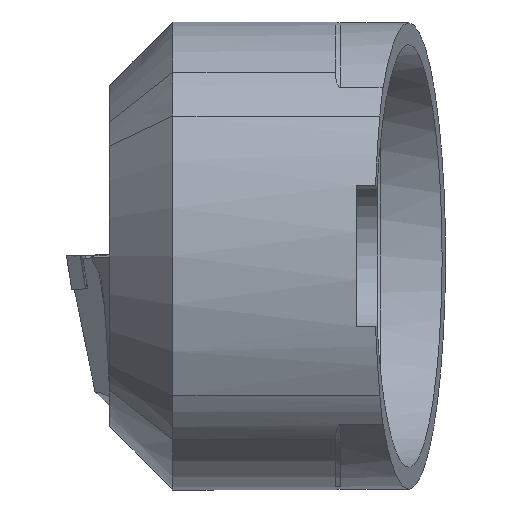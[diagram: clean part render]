
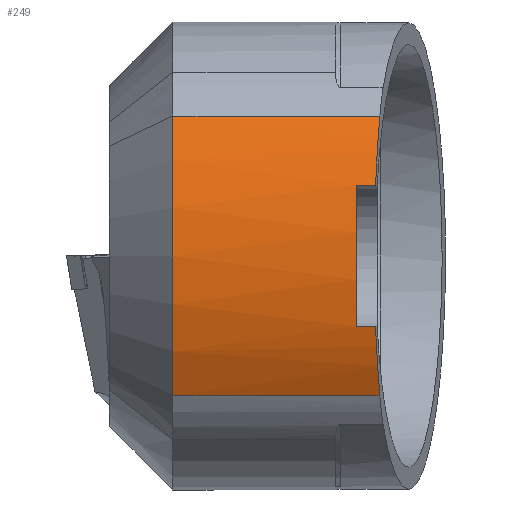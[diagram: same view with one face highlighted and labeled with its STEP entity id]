
A CAD part, front view. The second image highlights one B-rep face of the part: STEP entity #249.
In plain terms, the highlighted cylindrical face has radius 20.9 mm (diameter 41.8 mm), a partial arc.
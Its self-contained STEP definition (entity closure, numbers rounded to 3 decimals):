
#249 = ADVANCED_FACE ( 'NONE', ( #1927 ), #1508, .T. ) ;
#357 = ORIENTED_EDGE ( 'NONE', *, *, #3883, .T. ) ;
#478 = VECTOR ( 'NONE', #2360, 1000. ) ;
#498 = VERTEX_POINT ( 'NONE', #655 ) ;
#515 = EDGE_CURVE ( 'NONE', #3238, #4658, #5471, .T. ) ;
#580 = DIRECTION ( 'NONE',  ( 0., -1., 0. ) ) ;
#597 = DIRECTION ( 'NONE',  ( -1., 0., 0. ) ) ;
#628 = ORIENTED_EDGE ( 'NONE', *, *, #5480, .T. ) ;
#655 = CARTESIAN_POINT ( 'NONE',  ( -0.122, -14.793, -5. ) ) ;
#686 = CARTESIAN_POINT ( 'NONE',  ( -14.5, 5.5, 0. ) ) ;
#764 = ORIENTED_EDGE ( 'NONE', *, *, #515, .F. ) ;
#783 = AXIS2_PLACEMENT_3D ( 'NONE', #1980, #817, #830 ) ;
#817 = DIRECTION ( 'NONE',  ( 1., 0., 0. ) ) ;
#830 = DIRECTION ( 'NONE',  ( 0., 0., -1. ) ) ;
#900 = VERTEX_POINT ( 'NONE', #2071 ) ;
#1021 = CIRCLE ( 'NONE', #2170, 20.9 ) ;
#1102 = ORIENTED_EDGE ( 'NONE', *, *, #2293, .T. ) ;
#1239 = CARTESIAN_POINT ( 'NONE',  ( 0.18, -12.89, -9.931 ) ) ;
#1287 = VECTOR ( 'NONE', #1861, 1000. ) ;
#1391 = VERTEX_POINT ( 'NONE', #1625 ) ;
#1478 = AXIS2_PLACEMENT_3D ( 'NONE', #3927, #3989, #4131 ) ;
#1484 =( BOUNDED_CURVE ( )  B_SPLINE_CURVE ( 3, ( #1239, #3325, #3471, #3385 ),
 .UNSPECIFIED., .F., .T. ) 
 B_SPLINE_CURVE_WITH_KNOTS ( ( 4, 4 ),
 ( 2.646, 2.9 ),
 .UNSPECIFIED. ) 
 CURVE ( )  GEOMETRIC_REPRESENTATION_ITEM ( )  RATIONAL_B_SPLINE_CURVE ( ( 1., 0.995, 0.995, 1. ) ) 
 REPRESENTATION_ITEM ( '' )  );
#1508 = CYLINDRICAL_SURFACE ( 'NONE', #1478, 20.9 ) ;
#1529 = ORIENTED_EDGE ( 'NONE', *, *, #3518, .T. ) ;
#1540 = CARTESIAN_POINT ( 'NONE',  ( -22., -12.89, -9.931 ) ) ;
#1625 = CARTESIAN_POINT ( 'NONE',  ( 0.18, -12.89, -9.931 ) ) ;
#1861 = DIRECTION ( 'NONE',  ( 1., 0., 0. ) ) ;
#1927 = FACE_OUTER_BOUND ( 'NONE', #5429, .T. ) ;
#1952 = VERTEX_POINT ( 'NONE', #5080 ) ;
#1980 = CARTESIAN_POINT ( 'NONE',  ( -1.5, 5.5, 0. ) ) ;
#2009 = ORIENTED_EDGE ( 'NONE', *, *, #4293, .T. ) ;
#2071 = CARTESIAN_POINT ( 'NONE',  ( 0.18, -12.89, 9.931 ) ) ;
#2117 = VECTOR ( 'NONE', #2901, 1000. ) ;
#2145 = VERTEX_POINT ( 'NONE', #5481 ) ;
#2170 = AXIS2_PLACEMENT_3D ( 'NONE', #686, #597, #580 ) ;
#2293 = EDGE_CURVE ( 'NONE', #498, #4658, #5520, .T. ) ;
#2297 = ORIENTED_EDGE ( 'NONE', *, *, #4323, .F. ) ;
#2312 =( BOUNDED_CURVE ( )  B_SPLINE_CURVE ( 3, ( #3580, #3560, #3713, #3492 ),
 .UNSPECIFIED., .F., .T. ) 
 B_SPLINE_CURVE_WITH_KNOTS ( ( 4, 4 ),
 ( 3.383, 3.637 ),
 .UNSPECIFIED. ) 
 CURVE ( )  GEOMETRIC_REPRESENTATION_ITEM ( )  RATIONAL_B_SPLINE_CURVE ( ( 1., 0.995, 0.995, 1. ) ) 
 REPRESENTATION_ITEM ( '' )  );
#2360 = DIRECTION ( 'NONE',  ( 1., 0., 0. ) ) ;
#2379 = CARTESIAN_POINT ( 'NONE',  ( -22., -12.89, 9.931 ) ) ;
#2428 = LINE ( 'NONE', #2379, #478 ) ;
#2706 = VERTEX_POINT ( 'NONE', #4949 ) ;
#2874 = ORIENTED_EDGE ( 'NONE', *, *, #3668, .F. ) ;
#2901 = DIRECTION ( 'NONE',  ( 1., 0., 0. ) ) ;
#3226 = DIRECTION ( 'NONE',  ( -1., 0., 0. ) ) ;
#3238 = VERTEX_POINT ( 'NONE', #4049 ) ;
#3325 = CARTESIAN_POINT ( 'NONE',  ( 0.046, -13.732, -8.372 ) ) ;
#3385 = CARTESIAN_POINT ( 'NONE',  ( -0.122, -14.793, -5. ) ) ;
#3471 = CARTESIAN_POINT ( 'NONE',  ( -0.055, -14.369, -6.72 ) ) ;
#3492 = CARTESIAN_POINT ( 'NONE',  ( 0.18, -12.89, 9.931 ) ) ;
#3518 = EDGE_CURVE ( 'NONE', #1391, #498, #1484, .T. ) ;
#3560 = CARTESIAN_POINT ( 'NONE',  ( -0.055, -14.369, 6.72 ) ) ;
#3574 = CARTESIAN_POINT ( 'NONE',  ( -22., -14.793, -5. ) ) ;
#3580 = CARTESIAN_POINT ( 'NONE',  ( -0.122, -14.793, 5. ) ) ;
#3668 = EDGE_CURVE ( 'NONE', #2706, #900, #2428, .T. ) ;
#3713 = CARTESIAN_POINT ( 'NONE',  ( 0.046, -13.732, 8.372 ) ) ;
#3883 = EDGE_CURVE ( 'NONE', #1952, #900, #2312, .T. ) ;
#3927 = CARTESIAN_POINT ( 'NONE',  ( -22., 5.5, 0. ) ) ;
#3989 = DIRECTION ( 'NONE',  ( 1., 0., 0. ) ) ;
#4049 = CARTESIAN_POINT ( 'NONE',  ( -1.5, -14.793, 5. ) ) ;
#4131 = DIRECTION ( 'NONE',  ( 0., 0., -1. ) ) ;
#4272 = LINE ( 'NONE', #4570, #2117 ) ;
#4293 = EDGE_CURVE ( 'NONE', #2145, #1391, #4579, .T. ) ;
#4315 = CARTESIAN_POINT ( 'NONE',  ( -1.5, -14.793, -5. ) ) ;
#4323 = EDGE_CURVE ( 'NONE', #2145, #2706, #1021, .T. ) ;
#4570 = CARTESIAN_POINT ( 'NONE',  ( -22., -14.793, 5. ) ) ;
#4579 = LINE ( 'NONE', #1540, #1287 ) ;
#4658 = VERTEX_POINT ( 'NONE', #4315 ) ;
#4949 = CARTESIAN_POINT ( 'NONE',  ( -14.5, -12.89, 9.931 ) ) ;
#5080 = CARTESIAN_POINT ( 'NONE',  ( -0.122, -14.793, 5. ) ) ;
#5205 = VECTOR ( 'NONE', #3226, 1000. ) ;
#5429 = EDGE_LOOP ( 'NONE', ( #2874, #2297, #2009, #1529, #1102, #764, #628, #357 ) ) ;
#5471 = CIRCLE ( 'NONE', #783, 20.9 ) ;
#5480 = EDGE_CURVE ( 'NONE', #3238, #1952, #4272, .T. ) ;
#5481 = CARTESIAN_POINT ( 'NONE',  ( -14.5, -12.89, -9.931 ) ) ;
#5520 = LINE ( 'NONE', #3574, #5205 ) ;
